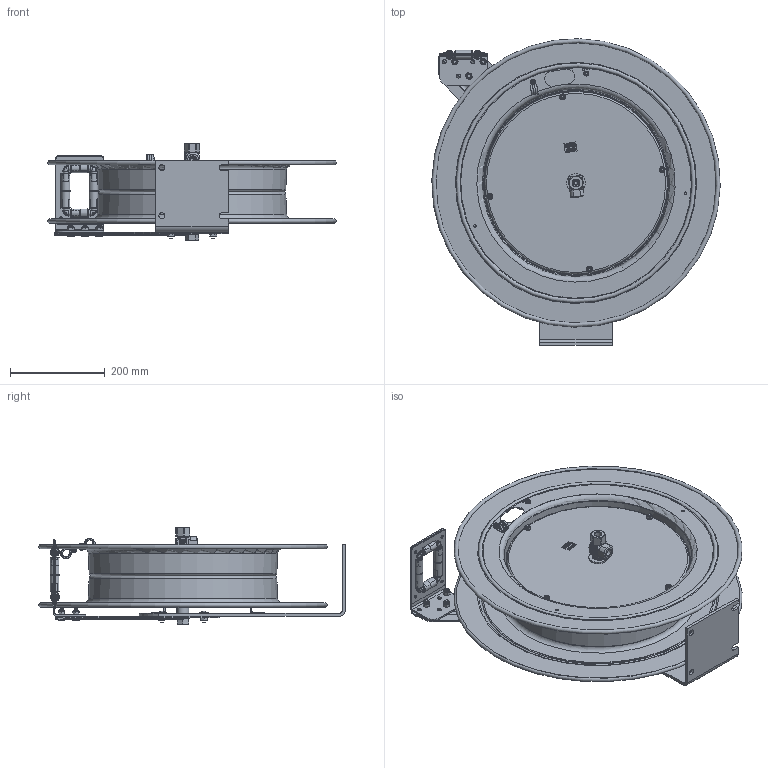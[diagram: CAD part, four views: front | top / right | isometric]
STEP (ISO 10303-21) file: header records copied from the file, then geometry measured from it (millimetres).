
FILE_DESCRIPTION(/* description */ (''),/* implementation_level */ '2;1');
FILE_NAME(/* name */ 'SH-N-375_SHARED.stp',/* time_stamp */ '2020-02-11T09:55:40-07:00',/* author */ ('NMelton'),/* organization */ (''),/* preprocessor_version */ 'ST-DEVELOPER v17',/* originating_system */ 'Autodesk Inventor 2019',/* authorisation */ '');
FILE_SCHEMA (('AUTOMOTIVE_DESIGN { 1 0 10303 214 3 1 1 }'));
Products named in the file (1): SH-N-375_SHARED
Bounding box: 609.47 x 647.63 x 206.76 mm (x, y, z)
Surface area: 1951270.4 mm2 (no closed solid volume)
Topology: 0 solids, 162 shells, 2473 faces, 11250 edges, 8564 vertices
Faces by surface type: plane 1270, cylinder 560, bspline 361, cone 183, torus 71, sphere 28
Full cylindrical faces by diameter (mm): 2.159 x2, 2.54 x1, 3.048 x1, 3.962 x2, 4.699 x4, 4.826 x2, 5.182 x1, 5.588 x5, 6.35 x9, 7.137 x2, 7.938 x3, 8.636 x7, 8.89 x2, 10.414 x1, 11.43 x3, 12.192 x7, 12.7 x2, 14.224 x1, 14.859 x1, 15.875 x1, 17.882 x1, 19.05 x7, 20.574 x1, 20.625 x1, 25.362 x1, 28.448 x1, 39.624 x1, 385.064 x1, 387.35 x1, 390.388 x1
Entity records: 121416 total; most frequent: CARTESIAN_POINT 34988, ORIENTED_EDGE 15985, DIRECTION 15247, EDGE_CURVE 11213, VERTEX_POINT 8564, LINE 6285, VECTOR 6285, AXIS2_PLACEMENT_3D 4481
